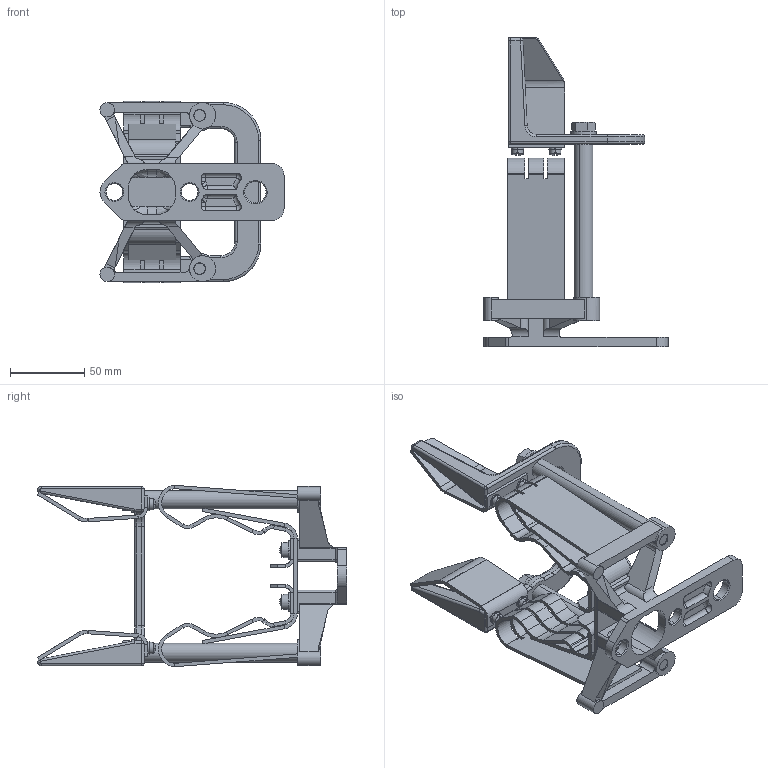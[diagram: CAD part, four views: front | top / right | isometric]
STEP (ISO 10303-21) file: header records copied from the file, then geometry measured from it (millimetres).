
FILE_DESCRIPTION (( 'STEP AP214' ), '1' );
FILE_NAME ('701516.STEP', '2025-08-25T17:44:55', ( '' ), ( '' ), 'SwSTEP 2.0', 'SolidWorks 2021', '' );
FILE_SCHEMA (( 'AUTOMOTIVE_DESIGN' ));
Length unit declared in the file: inch
Products named in the file (16): 482B658G01; 701516; 2B613013P01; 2A613025_P01; N407P43; 6149405P02_P02; 6124463P03_ASSEMBLY; N407P39; N42P21008; 6124463P06_ASSEMBLY; N24P25080; N42P16006; N407P41; 6329923P04_P04; 6149405P01_P01; 163A3628G01
Assembly tree (31 placements, depth 3):
  701516
    163A3628G01
      6329923P04_P04
      6149405P02_P02
      6149405P01_P01
      N42P16006  x4
      N407P39  x4
    N24P25080  x2
    N407P43  x2
    2A613025_P01  x2
    482B658G01
      2B613013P01
      6124463P06_ASSEMBLY
      6124463P03_ASSEMBLY  x2
      N42P21008  x4
      N407P41  x4
Bounding box: 123.95 x 208.32 x 122.17 mm (x, y, z)
Volume: 203643.9 mm3; surface area: 144102.8 mm2
Topology: 29 solids, 29 shells, 1709 faces, 4201 edges, 2531 vertices
Faces by surface type: cylinder 628, plane 523, cone 466, sphere 36, torus 34, bspline 22
Entity records: 28102 total; most frequent: CARTESIAN_POINT 5898, DIRECTION 4803, ORIENTED_EDGE 4326, EDGE_CURVE 2163, AXIS2_PLACEMENT_3D 1856, VERTEX_POINT 1301, LINE 1091, VECTOR 1091
